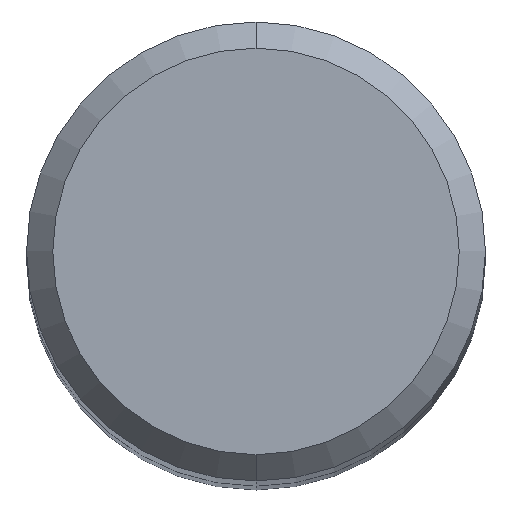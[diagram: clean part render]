
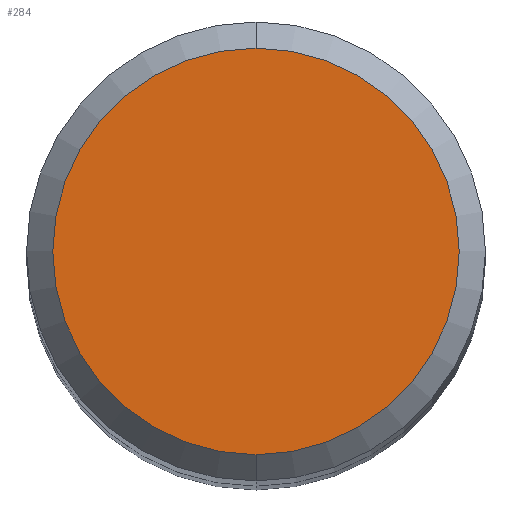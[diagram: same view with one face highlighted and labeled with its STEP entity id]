
A CAD part, top view. The second image highlights one B-rep face of the part: STEP entity #284.
In plain terms, the highlighted planar face has unit normal (0, 0, 1).
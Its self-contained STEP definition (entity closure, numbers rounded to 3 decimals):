
#214=EDGE_CURVE('',#294,#304,#434,.T.);
#256=EDGE_CURVE('',#304,#294,#479,.T.);
#284=ADVANCED_FACE('',(#509),#510,.T.);
#294=VERTEX_POINT('',#522);
#304=VERTEX_POINT('',#532);
#434=CIRCLE('',#682,3.1);
#479=CIRCLE('',#741,3.1);
#509=FACE_OUTER_BOUND('',#782,.T.);
#510=PLANE('',#783);
#522=CARTESIAN_POINT('',(0.,-3.1,41.79));
#532=CARTESIAN_POINT('',(0.0,3.1,41.79));
#682=AXIS2_PLACEMENT_3D('',#968,#969,#970);
#741=AXIS2_PLACEMENT_3D('',#1024,#1025,#1026);
#782=EDGE_LOOP('',(#1067,#1068));
#783=AXIS2_PLACEMENT_3D('',#1069,#1070,#1071);
#968=CARTESIAN_POINT('',(0.0,0.0,41.79));
#969=DIRECTION('',(0.0,0.0,-1.0));
#970=DIRECTION('',(0.0,1.0,0.0));
#1024=CARTESIAN_POINT('',(0.0,0.0,41.79));
#1025=DIRECTION('',(0.0,0.0,-1.0));
#1026=DIRECTION('',(0.0,1.0,0.0));
#1067=ORIENTED_EDGE('',*,*,#256,.F.);
#1068=ORIENTED_EDGE('',*,*,#214,.F.);
#1069=CARTESIAN_POINT('',(0.0,1.55,41.79));
#1070=DIRECTION('',(-0.0,0.0,1.0));
#1071=DIRECTION('',(0.0,-1.0,0.0));
